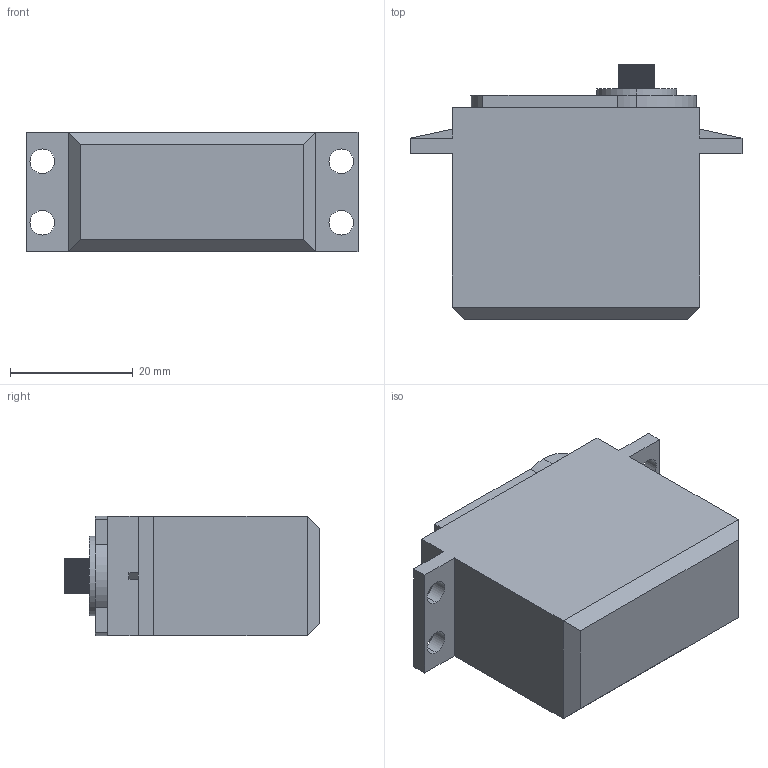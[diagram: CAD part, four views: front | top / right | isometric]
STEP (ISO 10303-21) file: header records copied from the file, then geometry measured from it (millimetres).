
FILE_DESCRIPTION (( 'STEP AP203' ), '1' );
FILE_NAME ('MG996_Servo.STEP', '2020-07-04T15:19:32', ( '微软用户' ), ( '微软中国' ), 'SwSTEP 2.0', 'SolidWorks 2020', '' );
FILE_SCHEMA (( 'CONFIG_CONTROL_DESIGN' ));
Length unit declared in the file: millimetre
Products named in the file (3): MG996_Servo; 电机轴_默认; 电机外壳_默认
Assembly tree (2 placements, depth 2):
  MG996_Servo
    电机外壳_默认
    电机轴_默认
Bounding box: 54 x 41.5 x 19.5 mm (x, y, z)
Volume: 28780.4 mm3; surface area: 6967.4 mm2
Topology: 2 solids, 2 shells, 603 faces, 1746 edges, 1160 vertices
Faces by surface type: plane 416, cylinder 118, bspline 69
Entity records: 24207 total; most frequent: CARTESIAN_POINT 8239, ORIENTED_EDGE 3492, DIRECTION 2922, EDGE_CURVE 1746, LINE 1372, VECTOR 1372, VERTEX_POINT 1160, AXIS2_PLACEMENT_3D 775
